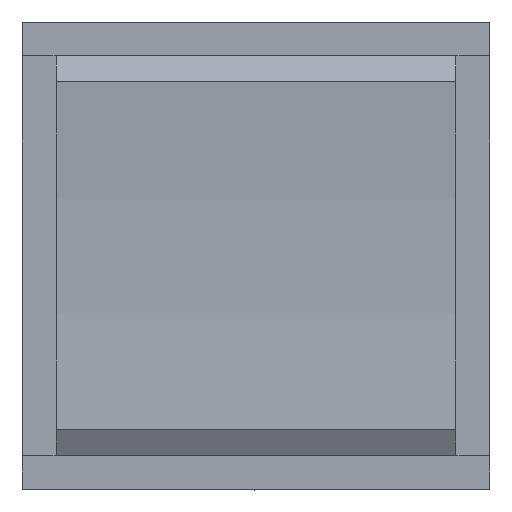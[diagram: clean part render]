
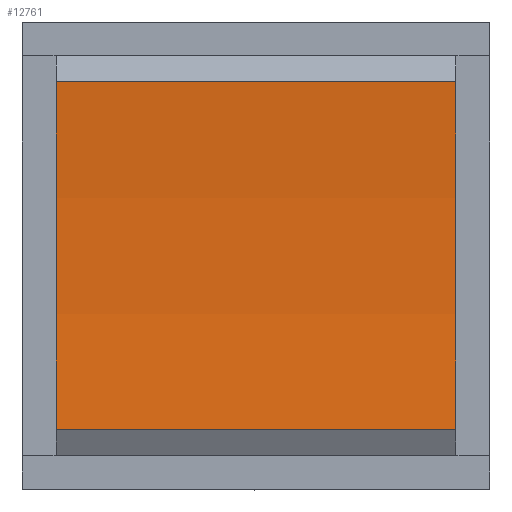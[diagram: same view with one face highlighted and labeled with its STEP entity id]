
A CAD part, top view. The second image highlights one B-rep face of the part: STEP entity #12761.
In plain terms, the highlighted cylindrical face has radius 74.967 mm (diameter 149.933 mm), a partial arc.
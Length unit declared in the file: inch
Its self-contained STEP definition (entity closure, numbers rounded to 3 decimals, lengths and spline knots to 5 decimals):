
#922=LINE('',#20271,#2321);
#923=LINE('',#20272,#2322);
#2321=VECTOR('',#15813,0.6063);
#2322=VECTOR('',#15814,0.6063);
#3250=CYLINDRICAL_SURFACE('',#13668,2.95144);
#3607=FACE_OUTER_BOUND('',#4300,.T.);
#4300=EDGE_LOOP('',(#9966,#9967,#9968,#9969));
#4836=CIRCLE('',#13667,2.95144);
#4837=CIRCLE('',#13669,2.95144);
#5607=VERTEX_POINT('',#20261);
#5608=VERTEX_POINT('',#20263);
#5609=VERTEX_POINT('',#20268);
#5610=VERTEX_POINT('',#20269);
#7164=EDGE_CURVE('',#5607,#5608,#4836,.T.);
#7167=EDGE_CURVE('',#5609,#5610,#4837,.T.);
#7168=EDGE_CURVE('',#5608,#5609,#922,.T.);
#7169=EDGE_CURVE('',#5610,#5607,#923,.T.);
#9966=ORIENTED_EDGE('',*,*,#7167,.F.);
#9967=ORIENTED_EDGE('',*,*,#7168,.F.);
#9968=ORIENTED_EDGE('',*,*,#7164,.F.);
#9969=ORIENTED_EDGE('',*,*,#7169,.F.);
#12761=ADVANCED_FACE('',(#3607),#3250,.F.);
#13667=AXIS2_PLACEMENT_3D('',#20264,#15805,#15806);
#13668=AXIS2_PLACEMENT_3D('',#20267,#15809,#15810);
#13669=AXIS2_PLACEMENT_3D('',#20270,#15811,#15812);
#15805=DIRECTION('center_axis',(1.,0.,0.));
#15806=DIRECTION('ref_axis',(0.,0.089,-0.996));
#15809=DIRECTION('center_axis',(1.,0.,0.));
#15810=DIRECTION('ref_axis',(0.,0.,-1.));
#15811=DIRECTION('center_axis',(-1.,0.,0.));
#15812=DIRECTION('ref_axis',(0.,0.089,-0.996));
#15813=DIRECTION('',(1.,0.,0.));
#15814=DIRECTION('',(-1.,0.,0.));
#20261=CARTESIAN_POINT('',(-0.30315,-0.26378,1.05512));
#20263=CARTESIAN_POINT('',(-0.30315,0.26378,1.05512));
#20264=CARTESIAN_POINT('Origin',(-0.30315,0.,3.99475));
#20267=CARTESIAN_POINT('Origin',(-0.33346,0.,3.99475));
#20268=CARTESIAN_POINT('',(0.30315,0.26378,1.05512));
#20269=CARTESIAN_POINT('',(0.30315,-0.26378,1.05512));
#20270=CARTESIAN_POINT('Origin',(0.30315,0.,3.99475));
#20271=CARTESIAN_POINT('',(-0.30315,0.26378,1.05512));
#20272=CARTESIAN_POINT('',(0.30315,-0.26378,1.05512));
